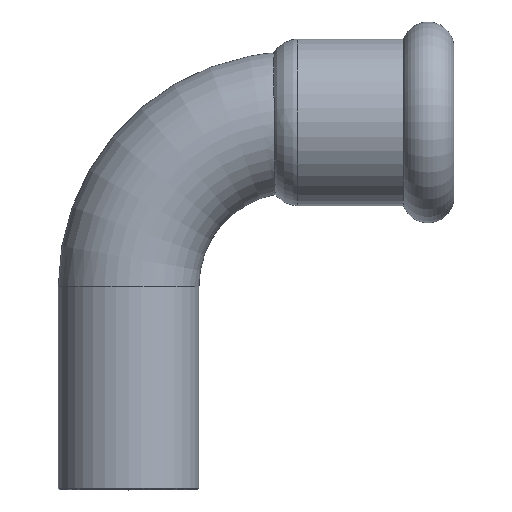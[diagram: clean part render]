
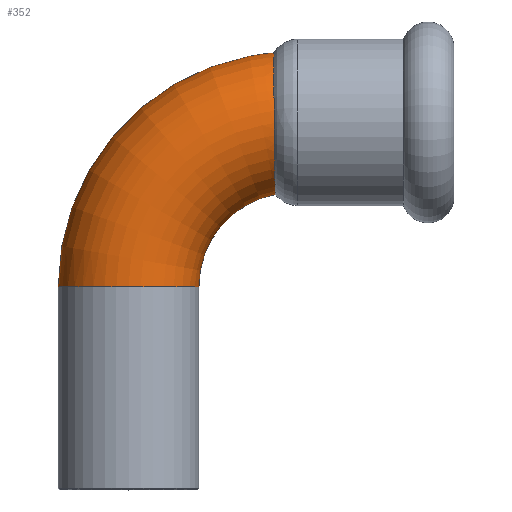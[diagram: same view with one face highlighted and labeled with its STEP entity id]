
A CAD part, top view. The second image highlights one B-rep face of the part: STEP entity #352.
In plain terms, the highlighted toroidal (fillet/blend) face has major radius 21 mm and minor radius 9 mm.
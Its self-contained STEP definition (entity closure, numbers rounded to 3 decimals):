
#15=B_SPLINE_CURVE_WITH_KNOTS('',3,(#641,#642,#643,#644,#645,#646,#647,
#648,#649,#650,#651,#652,#653,#654),.UNSPECIFIED.,.F.,.F.,(4,2,2,2,2,2,
4),(-2.843,-2.799,-2.668,-2.366,
-2.007,-1.671,-1.407),.UNSPECIFIED.);
#16=B_SPLINE_CURVE_WITH_KNOTS('',3,(#656,#657,#658,#659,#660,#661,#662,
#663,#664,#665,#666,#667,#668,#669,#670,#671,#672,#673,#674,#675,#676,#677),
 .UNSPECIFIED.,.F.,.F.,(4,2,2,2,2,2,2,2,2,2,4),(-5.687,-5.363,
-5.007,-4.65,-4.292,-3.933,
-3.574,-3.259,-3.054,-2.91,
-2.843),.UNSPECIFIED.);
#17=B_SPLINE_CURVE_WITH_KNOTS('',3,(#678,#679,#680,#681,#682,#683,#684,
#685,#686,#687,#688,#689),.UNSPECIFIED.,.F.,.F.,(4,2,2,2,2,4),(-1.407,
-1.344,-1.018,-0.687,-0.348,
0.),.UNSPECIFIED.);
#61=FACE_OUTER_BOUND('',#79,.T.);
#79=EDGE_LOOP('',(#289,#290,#291,#292,#293,#294,#295));
#110=CIRCLE('',#412,9.);
#111=CIRCLE('',#413,9.);
#120=CIRCLE('',#425,12.);
#149=VERTEX_POINT('',#626);
#150=VERTEX_POINT('',#627);
#154=VERTEX_POINT('',#638);
#155=VERTEX_POINT('',#640);
#156=VERTEX_POINT('',#655);
#196=EDGE_CURVE('',#149,#150,#110,.T.);
#198=EDGE_CURVE('',#150,#149,#111,.T.);
#203=EDGE_CURVE('',#155,#154,#15,.T.);
#204=EDGE_CURVE('',#156,#155,#16,.T.);
#205=EDGE_CURVE('',#154,#156,#17,.T.);
#213=EDGE_CURVE('',#155,#150,#120,.T.);
#289=ORIENTED_EDGE('',*,*,#204,.T.);
#290=ORIENTED_EDGE('',*,*,#213,.T.);
#291=ORIENTED_EDGE('',*,*,#196,.F.);
#292=ORIENTED_EDGE('',*,*,#198,.F.);
#293=ORIENTED_EDGE('',*,*,#213,.F.);
#294=ORIENTED_EDGE('',*,*,#203,.T.);
#295=ORIENTED_EDGE('',*,*,#205,.T.);
#338=TOROIDAL_SURFACE('',#424,21.,9.);
#352=ADVANCED_FACE('',(#61),#338,.T.);
#412=AXIS2_PLACEMENT_3D('',#628,#511,#512);
#413=AXIS2_PLACEMENT_3D('',#630,#514,#515);
#424=AXIS2_PLACEMENT_3D('',#749,#536,#537);
#425=AXIS2_PLACEMENT_3D('',#750,#538,#539);
#511=DIRECTION('center_axis',(0.,-1.,0.));
#512=DIRECTION('ref_axis',(0.,0.,-1.));
#514=DIRECTION('center_axis',(0.,-1.,0.));
#515=DIRECTION('ref_axis',(0.,0.,-1.));
#536=DIRECTION('center_axis',(0.,0.,-1.));
#537=DIRECTION('ref_axis',(-1.,0.,0.));
#538=DIRECTION('center_axis',(0.,0.,1.));
#539=DIRECTION('ref_axis',(-1.,0.,0.));
#626=CARTESIAN_POINT('',(-50.6,-21.,0.));
#627=CARTESIAN_POINT('',(-32.6,-21.,0.));
#628=CARTESIAN_POINT('Origin',(-41.6,-21.,0.));
#630=CARTESIAN_POINT('Origin',(-41.6,-21.,0.));
#638=CARTESIAN_POINT('',(-22.972,0.,8.999));
#640=CARTESIAN_POINT('',(-22.83,-9.209,0.));
#641=CARTESIAN_POINT('Ctrl Pts',(-22.83,-9.209,0.));
#642=CARTESIAN_POINT('Ctrl Pts',(-22.83,-9.209,0.146));
#643=CARTESIAN_POINT('Ctrl Pts',(-22.83,-9.205,0.292));
#644=CARTESIAN_POINT('Ctrl Pts',(-22.831,-9.177,0.875));
#645=CARTESIAN_POINT('Ctrl Pts',(-22.832,-9.123,1.31));
#646=CARTESIAN_POINT('Ctrl Pts',(-22.839,-8.84,2.726));
#647=CARTESIAN_POINT('Ctrl Pts',(-22.848,-8.478,3.672));
#648=CARTESIAN_POINT('Ctrl Pts',(-22.873,-7.357,5.569));
#649=CARTESIAN_POINT('Ctrl Pts',(-22.888,-6.549,6.469));
#650=CARTESIAN_POINT('Ctrl Pts',(-22.918,-4.692,7.857));
#651=CARTESIAN_POINT('Ctrl Pts',(-22.932,-3.677,8.357));
#652=CARTESIAN_POINT('Ctrl Pts',(-22.955,-1.751,8.898));
#653=CARTESIAN_POINT('Ctrl Pts',(-22.964,-0.876,9.012));
#654=CARTESIAN_POINT('Ctrl Pts',(-22.972,0.,
8.999));
#655=CARTESIAN_POINT('',(-23.03,8.901,0.));
#656=CARTESIAN_POINT('Ctrl Pts',(-23.03,8.901,0.));
#657=CARTESIAN_POINT('Ctrl Pts',(-23.03,8.901,-1.077));
#658=CARTESIAN_POINT('Ctrl Pts',(-23.029,8.707,-2.145));
#659=CARTESIAN_POINT('Ctrl Pts',(-23.025,7.911,-4.268));
#660=CARTESIAN_POINT('Ctrl Pts',(-23.022,7.276,-5.287));
#661=CARTESIAN_POINT('Ctrl Pts',(-23.013,5.646,-7.021));
#662=CARTESIAN_POINT('Ctrl Pts',(-23.008,4.667,-7.718));
#663=CARTESIAN_POINT('Ctrl Pts',(-22.993,2.494,-8.693));
#664=CARTESIAN_POINT('Ctrl Pts',(-22.984,1.322,-8.961));
#665=CARTESIAN_POINT('Ctrl Pts',(-22.962,-1.067,-9.031));
#666=CARTESIAN_POINT('Ctrl Pts',(-22.949,-2.261,-8.829));
#667=CARTESIAN_POINT('Ctrl Pts',(-22.921,-4.499,-7.975));
#668=CARTESIAN_POINT('Ctrl Pts',(-22.906,-5.523,-7.333));
#669=CARTESIAN_POINT('Ctrl Pts',(-22.877,-7.155,-5.79));
#670=CARTESIAN_POINT('Ctrl Pts',(-22.864,-7.786,-4.942));
#671=CARTESIAN_POINT('Ctrl Pts',(-22.846,-8.564,-3.394));
#672=CARTESIAN_POINT('Ctrl Pts',(-22.84,-8.801,-2.75));
#673=CARTESIAN_POINT('Ctrl Pts',(-22.834,-9.074,-1.619));
#674=CARTESIAN_POINT('Ctrl Pts',(-22.832,-9.148,-1.143));
#675=CARTESIAN_POINT('Ctrl Pts',(-22.83,-9.201,-0.443));
#676=CARTESIAN_POINT('Ctrl Pts',(-22.83,-9.209,-0.221));
#677=CARTESIAN_POINT('Ctrl Pts',(-22.83,-9.209,0.));
#678=CARTESIAN_POINT('Ctrl Pts',(-22.972,0.,
8.999));
#679=CARTESIAN_POINT('Ctrl Pts',(-22.974,0.21,8.996));
#680=CARTESIAN_POINT('Ctrl Pts',(-22.976,0.421,8.986));
#681=CARTESIAN_POINT('Ctrl Pts',(-22.987,1.714,8.876));
#682=CARTESIAN_POINT('Ctrl Pts',(-22.995,2.773,8.591));
#683=CARTESIAN_POINT('Ctrl Pts',(-23.008,4.752,7.652));
#684=CARTESIAN_POINT('Ctrl Pts',(-23.013,5.654,7.));
#685=CARTESIAN_POINT('Ctrl Pts',(-23.022,7.195,5.385));
#686=CARTESIAN_POINT('Ctrl Pts',(-23.025,7.814,4.429));
#687=CARTESIAN_POINT('Ctrl Pts',(-23.029,8.676,2.309));
#688=CARTESIAN_POINT('Ctrl Pts',(-23.03,8.901,1.16));
#689=CARTESIAN_POINT('Ctrl Pts',(-23.03,8.901,0.));
#749=CARTESIAN_POINT('Origin',(-20.6,-21.,0.));
#750=CARTESIAN_POINT('Origin',(-20.6,-21.,0.));
